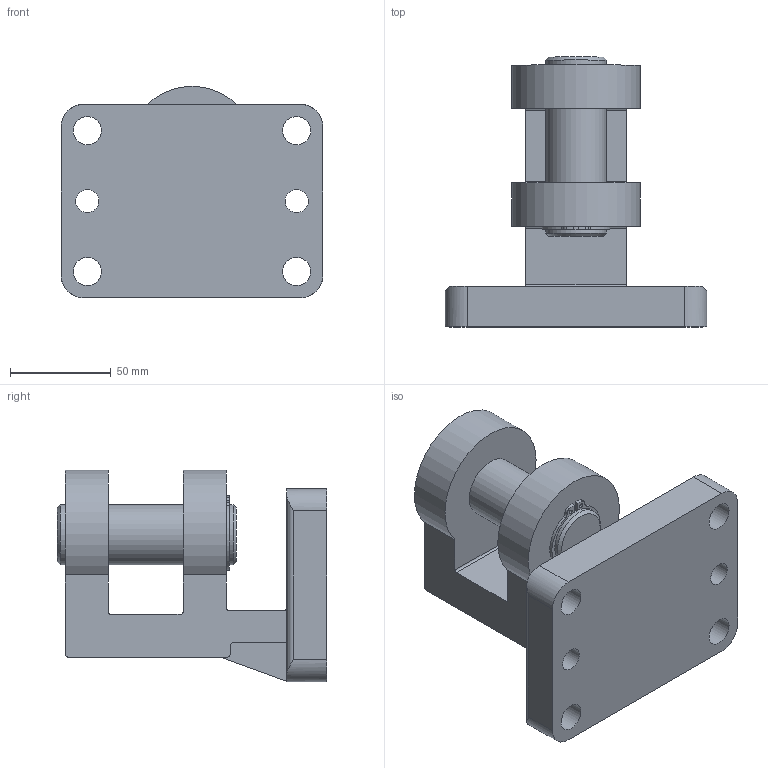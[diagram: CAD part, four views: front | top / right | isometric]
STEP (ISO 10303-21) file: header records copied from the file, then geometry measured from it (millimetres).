
FILE_DESCRIPTION(/* description */ ('STEP AP214'),/* implementation_level */ '2;1');
FILE_NAME(/* name */ '31774_LQG-125',/* time_stamp */ '2024-09-03T16:00:52+02:00',/* author */ ('License CC BY-ND 4.0'),/* organization */ ('CADENAS'),/* preprocessor_version */ 'ST-DEVELOPER v19.3',/* originating_system */ 'PARTsolutions',/* authorisation */ ' ');
FILE_SCHEMA (('AUTOMOTIVE_DESIGN {1 0 10303 214 3 1 1}'));
Length unit declared in the file: millimetre
Products named in the file (4): 31774 LQG-125; 31774 LQG-125---(L); 373504 BO- 30-077,0-DA; DIN471 - 30x1.5
Assembly tree (3 placements, depth 2):
  31774 LQG-125
    31774 LQG-125---(L)
    373504 BO- 30-077,0-DA
    DIN471 - 30x1.5
Bounding box: 130 x 134 x 105 mm (x, y, z)
Volume: 541151 mm3; surface area: 85655.7 mm2
Topology: 3 solids, 3 shells, 88 faces, 222 edges, 148 vertices
Faces by surface type: cylinder 46, plane 40, cone 2
Full cylindrical faces by diameter (mm): 2 x2, 6 x1, 11.5 x2, 14 x4, 19 x4, 28.6 x1, 30 x4
Entity records: 2712 total; most frequent: DIRECTION 468, CARTESIAN_POINT 466, ORIENTED_EDGE 398, EDGE_CURVE 199, AXIS2_PLACEMENT_3D 182, VERTEX_POINT 145, EDGE_LOOP 136, FACE_BOUND 136
